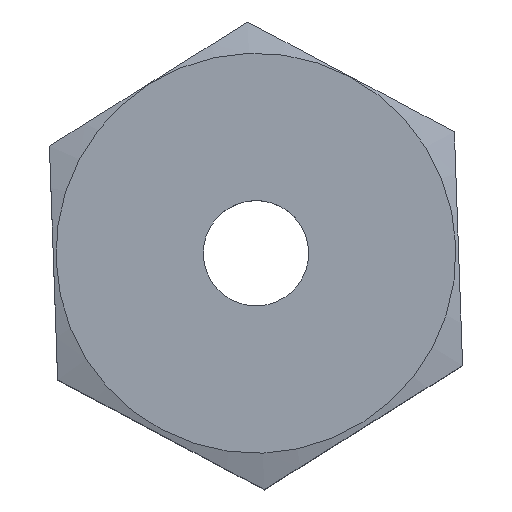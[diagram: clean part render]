
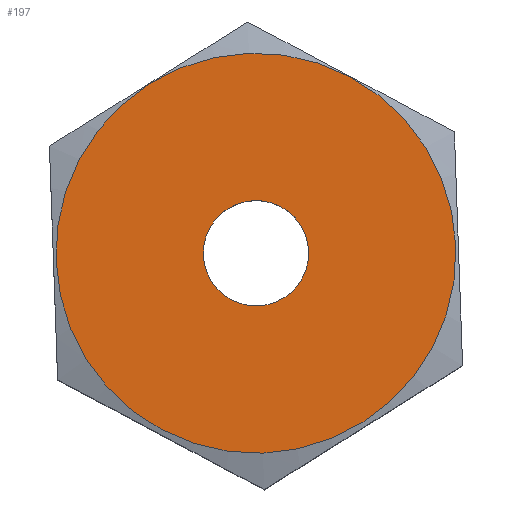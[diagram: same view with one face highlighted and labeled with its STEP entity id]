
A CAD part, top view. The second image highlights one B-rep face of the part: STEP entity #197.
In plain terms, the highlighted planar face has unit normal (0, 0, 1).
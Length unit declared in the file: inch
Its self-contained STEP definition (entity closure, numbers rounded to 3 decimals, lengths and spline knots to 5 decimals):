
#33=PLANE($,#219);
#41=FACE_BOUND($,#78,.T.);
#44=CIRCLE($,#208,0.24682);
#46=CIRCLE($,#214,0.065);
#59=FACE_OUTER_BOUND($,#77,.T.);
#77=EDGE_LOOP($,(#179));
#78=EDGE_LOOP($,(#180));
#106=VERTEX_POINT($,#327);
#108=VERTEX_POINT($,#337);
#128=EDGE_CURVE($,#106,#106,#44,.T.);
#132=EDGE_CURVE($,#108,#108,#46,.T.);
#179=ORIENTED_EDGE($,*,*,#128,.T.);
#180=ORIENTED_EDGE($,*,*,#132,.T.);
#197=ADVANCED_FACE($,(#59,#41),#33,.T.);
#208=AXIS2_PLACEMENT_3D($,#328,#239,#240);
#214=AXIS2_PLACEMENT_3D($,#338,#253,#254);
#219=AXIS2_PLACEMENT_3D($,#345,#263,#264);
#239=DIRECTION('center_axis',(0.,0.,
1.));
#240=DIRECTION('ref_axis',(0.035,-0.999,0.));
#253=DIRECTION('center_axis',(0.,0.,
-1.));
#254=DIRECTION('ref_axis',(-0.999,-0.035,0.));
#263=DIRECTION('center_axis',(0.,0.,
1.));
#264=DIRECTION('ref_axis',(1.,0.,0.));
#327=CARTESIAN_POINT('',(-0.05775,-0.24352,0.2325));
#328=CARTESIAN_POINT('Origin',(-0.06642,0.00314,
0.2325));
#337=CARTESIAN_POINT('',(-0.00135,0.00543,0.2325));
#338=CARTESIAN_POINT('Origin',(-0.06631,0.00315,
0.2325));
#345=CARTESIAN_POINT('Origin',(-0.06631,0.,
0.2325));
